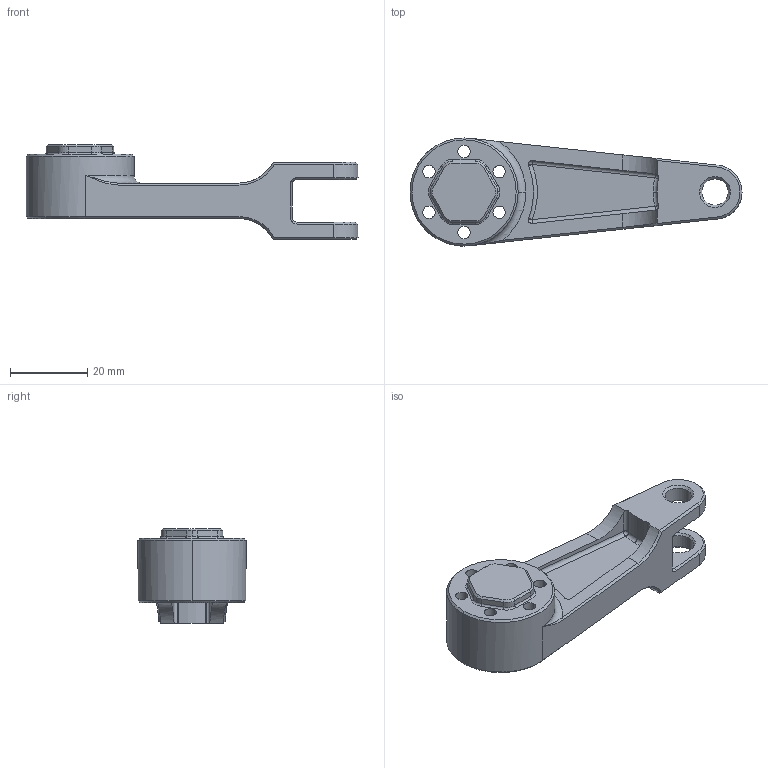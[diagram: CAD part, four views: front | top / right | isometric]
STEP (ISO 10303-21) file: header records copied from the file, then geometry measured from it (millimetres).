
FILE_DESCRIPTION (( 'STEP AP203' ), '1' );
FILE_NAME ('TA00-12-04-0002-A1小腿曲柄.step', '2025-06-04T07:59:36', ( '' ), ( 'HP' ), 'SwSTEP 2.0', 'SolidWorks 2023', '' );
FILE_SCHEMA (( 'CONFIG_CONTROL_DESIGN' ));
Length unit declared in the file: millimetre
Products named in the file (1): TA00-12-04-0002-A1小腿曲柄
Bounding box: 86 x 28 x 24.6 mm (x, y, z)
Volume: 15744 mm3; surface area: 9376.1 mm2
Topology: 1 solids, 1 shells, 193 faces, 469 edges, 274 vertices
Faces by surface type: cylinder 74, plane 48, cone 34, torus 19, sphere 10, bspline 8
Entity records: 6666 total; most frequent: CARTESIAN_POINT 2084, DIRECTION 1005, ORIENTED_EDGE 912, EDGE_CURVE 456, AXIS2_PLACEMENT_3D 408, VERTEX_POINT 269, CIRCLE 222, EDGE_LOOP 213
